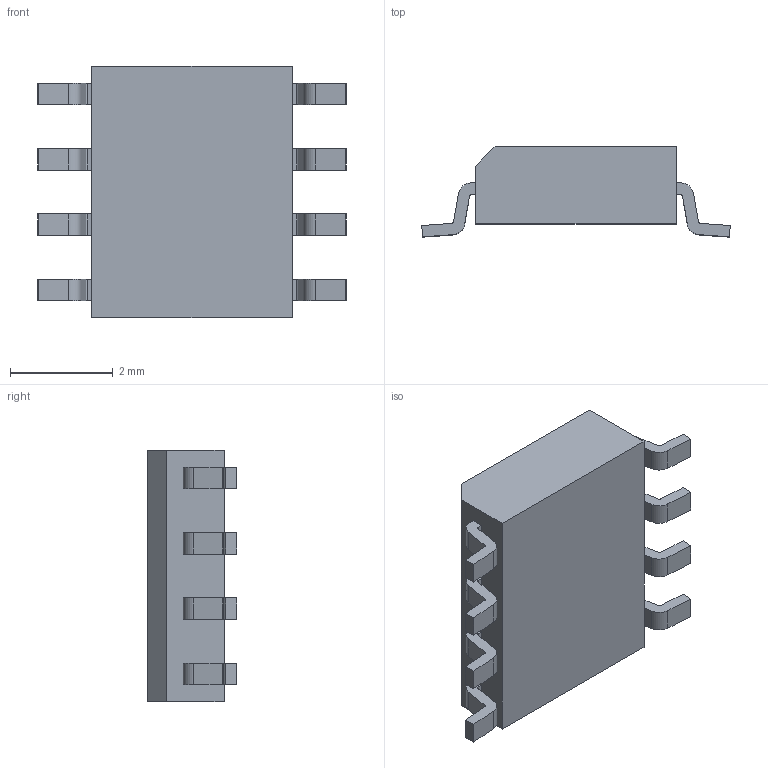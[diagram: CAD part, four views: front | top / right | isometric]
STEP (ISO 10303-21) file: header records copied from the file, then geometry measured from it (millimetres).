
FILE_DESCRIPTION (( 'STEP AP214' ), '1' );
FILE_NAME ('2305MI-1LF.STEP', '2022-04-05T07:18:44', ( '' ), ( '' ), 'SwSTEP 2.0', 'SolidWorks 2017', '' );
FILE_SCHEMA (( 'AUTOMOTIVE_DESIGN' ));
Length unit declared in the file: millimetre
Products named in the file (1): 2305MI-1LF
Bounding box: 6 x 1.75 x 4.9 mm (x, y, z)
Volume: 29.5 mm3; surface area: 81.5 mm2
Topology: 9 solids, 9 shells, 119 faces, 303 edges, 202 vertices
Faces by surface type: plane 87, cylinder 32
Entity records: 3687 total; most frequent: CARTESIAN_POINT 625, DIRECTION 607, ORIENTED_EDGE 606, EDGE_CURVE 303, LINE 239, VECTOR 239, VERTEX_POINT 202, AXIS2_PLACEMENT_3D 184
